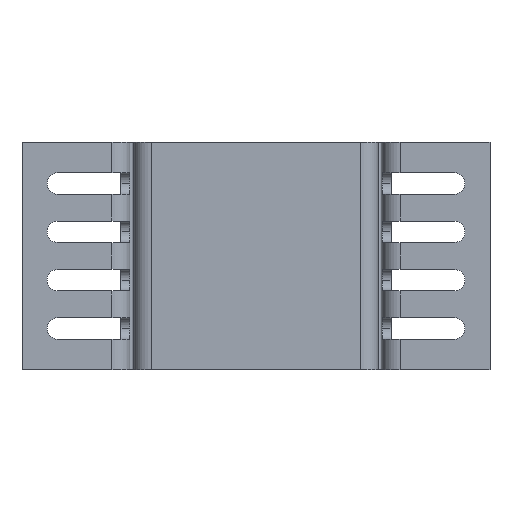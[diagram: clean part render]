
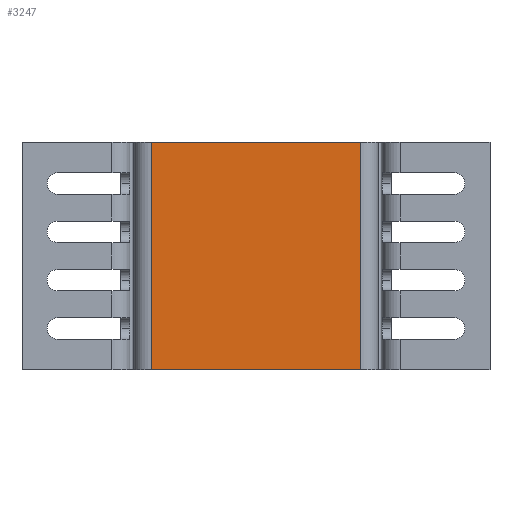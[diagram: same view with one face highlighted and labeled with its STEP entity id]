
A CAD part, front view. The second image highlights one B-rep face of the part: STEP entity #3247.
In plain terms, the highlighted planar face has unit normal (0, -1, 0).
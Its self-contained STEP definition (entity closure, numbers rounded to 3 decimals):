
#102 = VERTEX_POINT ( 'NONE', #2034 ) ;
#190 = AXIS2_PLACEMENT_3D ( 'NONE', #2286, #2020, #1049 ) ;
#280 = ORIENTED_EDGE ( 'NONE', *, *, #639, .F. ) ;
#337 = VECTOR ( 'NONE', #2758, 1000. ) ;
#403 = EDGE_CURVE ( 'NONE', #1770, #1998, #3232, .T. ) ;
#550 = PLANE ( 'NONE',  #190 ) ;
#578 = CARTESIAN_POINT ( 'NONE',  ( -5.85, 2.06, -6.35 ) ) ;
#639 = EDGE_CURVE ( 'NONE', #102, #1998, #3292, .T. ) ;
#673 = DIRECTION ( 'NONE',  ( 0., 0., -1. ) ) ;
#919 = LINE ( 'NONE', #1949, #2920 ) ;
#974 = CARTESIAN_POINT ( 'NONE',  ( -5.85, 2.06, 6.35 ) ) ;
#1049 = DIRECTION ( 'NONE',  ( 0., 0., 1. ) ) ;
#1150 = EDGE_CURVE ( 'NONE', #3072, #102, #2018, .T. ) ;
#1196 = ORIENTED_EDGE ( 'NONE', *, *, #2309, .T. ) ;
#1256 = DIRECTION ( 'NONE',  ( 1., 0., 0. ) ) ;
#1275 = CARTESIAN_POINT ( 'NONE',  ( 5.85, 2.06, -6.35 ) ) ;
#1349 = VECTOR ( 'NONE', #1256, 1000. ) ;
#1521 = CARTESIAN_POINT ( 'NONE',  ( -5.85, 2.06, 6.35 ) ) ;
#1593 = EDGE_LOOP ( 'NONE', ( #1888, #280, #2855, #1196 ) ) ;
#1748 = CARTESIAN_POINT ( 'NONE',  ( 5.85, 2.06, 6.35 ) ) ;
#1770 = VERTEX_POINT ( 'NONE', #578 ) ;
#1888 = ORIENTED_EDGE ( 'NONE', *, *, #403, .T. ) ;
#1949 = CARTESIAN_POINT ( 'NONE',  ( -5.85, 2.06, 6.35 ) ) ;
#1998 = VERTEX_POINT ( 'NONE', #1275 ) ;
#2017 = CARTESIAN_POINT ( 'NONE',  ( 5.85, 2.06, -6.35 ) ) ;
#2018 = LINE ( 'NONE', #1521, #1349 ) ;
#2020 = DIRECTION ( 'NONE',  ( 0., 1., 0. ) ) ;
#2034 = CARTESIAN_POINT ( 'NONE',  ( 5.85, 2.06, 6.35 ) ) ;
#2051 = DIRECTION ( 'NONE',  ( 0., 0., -1. ) ) ;
#2286 = CARTESIAN_POINT ( 'NONE',  ( 5.85, 2.06, 6.35 ) ) ;
#2309 = EDGE_CURVE ( 'NONE', #3072, #1770, #919, .T. ) ;
#2332 = FACE_OUTER_BOUND ( 'NONE', #1593, .T. ) ;
#2758 = DIRECTION ( 'NONE',  ( 1., 0., 0. ) ) ;
#2855 = ORIENTED_EDGE ( 'NONE', *, *, #1150, .F. ) ;
#2920 = VECTOR ( 'NONE', #673, 1000. ) ;
#3072 = VERTEX_POINT ( 'NONE', #974 ) ;
#3232 = LINE ( 'NONE', #2017, #337 ) ;
#3247 = ADVANCED_FACE ( 'NONE', ( #2332 ), #550, .F. ) ;
#3292 = LINE ( 'NONE', #1748, #3299 ) ;
#3299 = VECTOR ( 'NONE', #2051, 1000. ) ;
